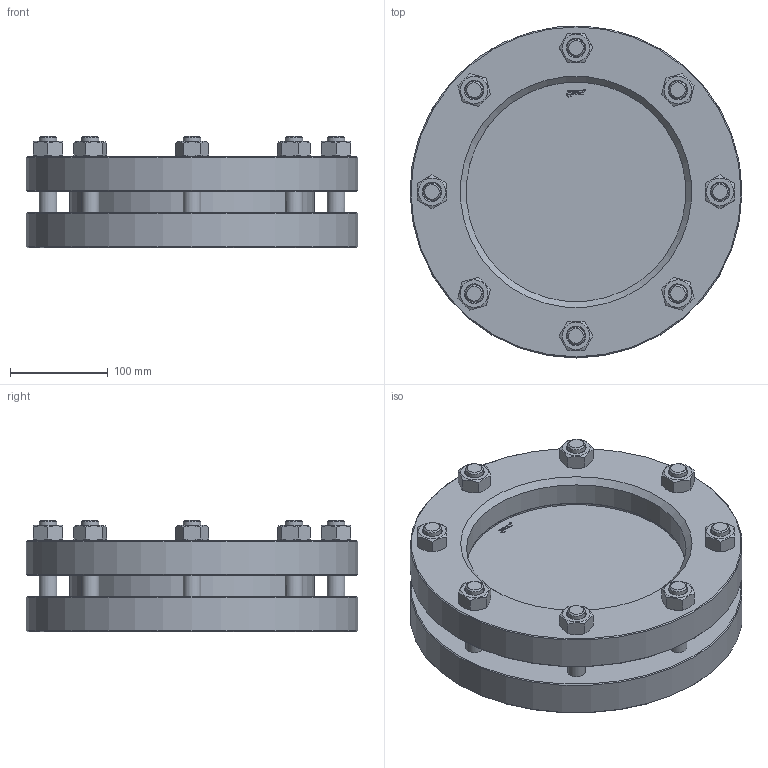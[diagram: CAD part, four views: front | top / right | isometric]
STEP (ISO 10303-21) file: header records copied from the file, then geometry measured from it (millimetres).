
FILE_DESCRIPTION(('HOOPS Exchange Step'),'2;1');
FILE_NAME('BS02_DN200.stp','2025-11-25T17:02:49+01:00',('nieru'),('Unknown organisation'),'HOOPS Exchange 2024.2','HOOPS Exchange','Unknown authorisation');
FILE_SCHEMA( ('AP203_CONFIGURATION_CONTROLLED_3D_DESIGN_OF_MECHANICAL_PARTS_AND_ASSEMBLIES_MIM_LF') );
Length unit declared in the file: millimetre
Products named in the file (4): 0; root
Assembly tree (3 placements, depth 3):
  root
    0
      0
      0
Bounding box: 340 x 340 x 114 mm (x, y, z)
Volume: 5044364 mm3; surface area: 582932.8 mm2
Topology: 21 solids, 21 shells, 255 faces, 793 edges, 599 vertices
Faces by surface type: plane 109, cone 78, cylinder 52, bspline 16
Full cylindrical faces by diameter (mm): 13.8 x8, 18 x24, 20 x8, 225 x2, 225.5 x2, 252 x2, 255 x2, 340 x2
Entity records: 38626 total; most frequent: CARTESIAN_POINT 31326, ORIENTED_EDGE 1578, DIRECTION 1417, EDGE_CURVE 789, AXIS2_PLACEMENT_3D 608, VERTEX_POINT 599, CIRCLE 362, EDGE_LOOP 318
